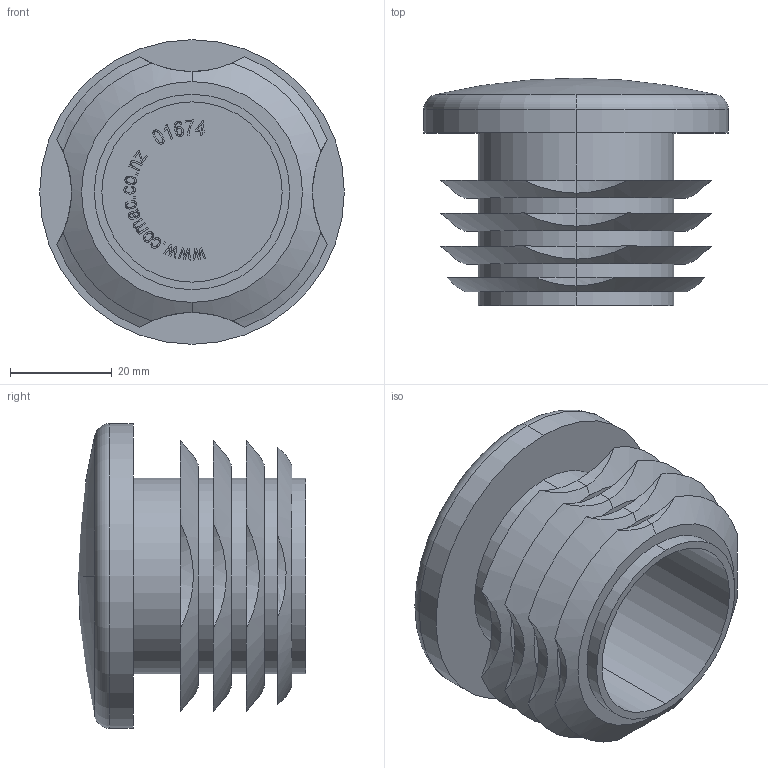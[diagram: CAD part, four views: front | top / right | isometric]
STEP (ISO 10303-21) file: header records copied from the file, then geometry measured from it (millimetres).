
FILE_DESCRIPTION (( 'STEP AP214' ), '1' );
FILE_NAME ('01674-Curved Top Pipe Plug Plastic Grey 60mm.STEP', '2019-01-11T03:57:18', ( '' ), ( '' ), 'SwSTEP 2.0', 'SolidWorks 2018', '' );
FILE_SCHEMA (( 'AUTOMOTIVE_DESIGN' ));
Length unit declared in the file: millimetre
Products named in the file (1): 01674-Curved Top Pipe Plug Plastic Grey 60mm
Bounding box: 60 x 44.8 x 60 mm (x, y, z)
Volume: 34960.6 mm3; surface area: 23479.6 mm2
Topology: 1 solids, 1 shells, 311 faces, 814 edges, 541 vertices
Faces by surface type: plane 169, bspline 96, cylinder 34, cone 8, torus 2, sphere 2
Entity records: 15078 total; most frequent: CARTESIAN_POINT 8003, ORIENTED_EDGE 1628, DIRECTION 1110, EDGE_CURVE 814, VERTEX_POINT 541, LINE 518, VECTOR 518, EDGE_LOOP 347
